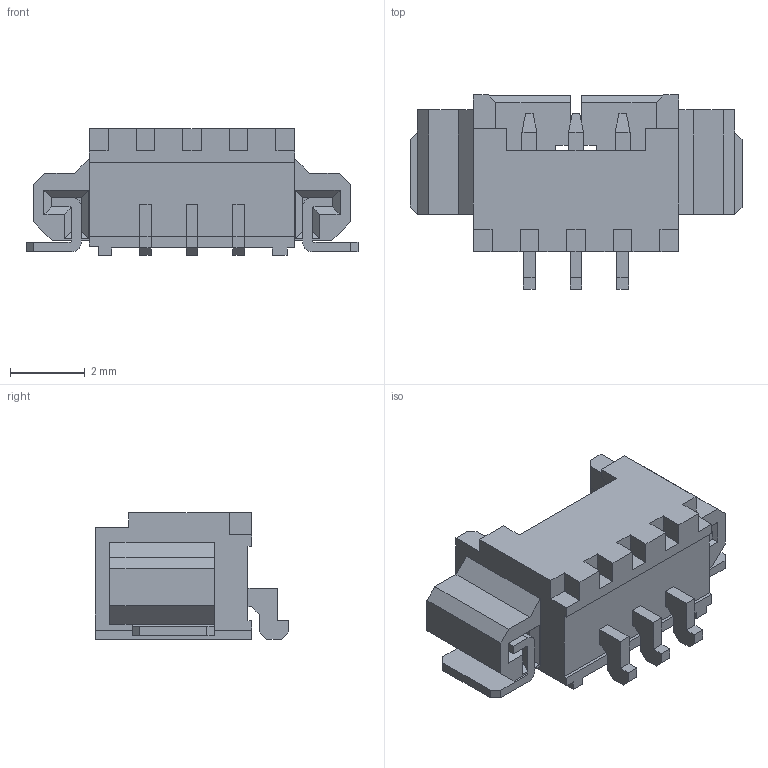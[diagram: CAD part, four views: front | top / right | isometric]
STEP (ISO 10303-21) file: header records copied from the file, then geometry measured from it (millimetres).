
FILE_DESCRIPTION((''),'2;1');
FILE_NAME('532610371','2008-09-16T',('gga'),(''),'PRO/ENGINEER BY PARAMETRIC TECHNOLOGY CORPORATION, 2003451','PRO/ENGINEER BY PARAMETRIC TECHNOLOGY CORPORATION, 2003451','');
FILE_SCHEMA(('CONFIG_CONTROL_DESIGN'));
Length unit declared in the file: millimetre
Products named in the file (1): 532610371
Bounding box: 8.9 x 5.2 x 3.4 mm (x, y, z)
Volume: 55.6 mm3; surface area: 210.4 mm2
Topology: 1 solids, 1 shells, 204 faces, 575 edges, 390 vertices
Faces by surface type: plane 196, cylinder 8
Entity records: 6437 total; most frequent: CARTESIAN_POINT 1149, ORIENTED_EDGE 1096, DIRECTION 997, VECTOR 557, LINE 557, EDGE_CURVE 548, VERTEX_POINT 356, AXIS2_PLACEMENT_3D 220
